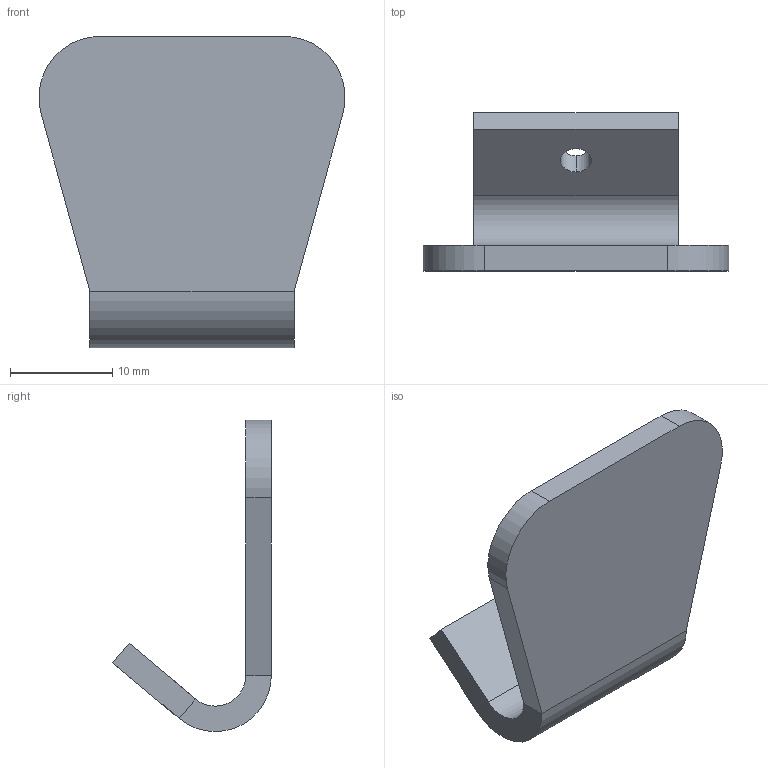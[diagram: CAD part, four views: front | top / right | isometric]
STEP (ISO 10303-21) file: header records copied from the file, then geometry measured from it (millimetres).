
FILE_DESCRIPTION (( 'STEP AP214' ), '1' );
FILE_NAME ('D00821 - Striker 8 G-1 ZP.STEP', '2017-03-31T10:12:07', ( '' ), ( '' ), 'SwSTEP 2.0', 'SolidWorks 2015', '' );
FILE_SCHEMA (( 'AUTOMOTIVE_DESIGN' ));
Length unit declared in the file: millimetre
Products named in the file (1): D00821 - Striker 8 G-1 ZP
Bounding box: 29.97 x 15.55 x 30.5 mm (x, y, z)
Volume: 2498.3 mm3; surface area: 2353.4 mm2
Topology: 1 solids, 1 shells, 18 faces, 40 edges, 24 vertices
Faces by surface type: plane 12, cylinder 6
Entity records: 530 total; most frequent: DIRECTION 90, CARTESIAN_POINT 83, ORIENTED_EDGE 80, EDGE_CURVE 40, AXIS2_PLACEMENT_3D 31, LINE 28, VECTOR 28, VERTEX_POINT 24
